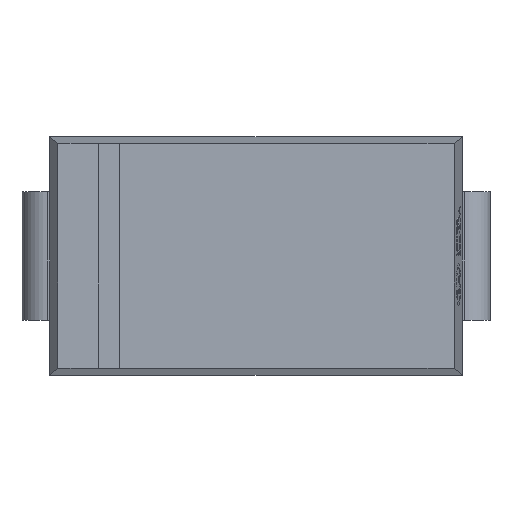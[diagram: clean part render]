
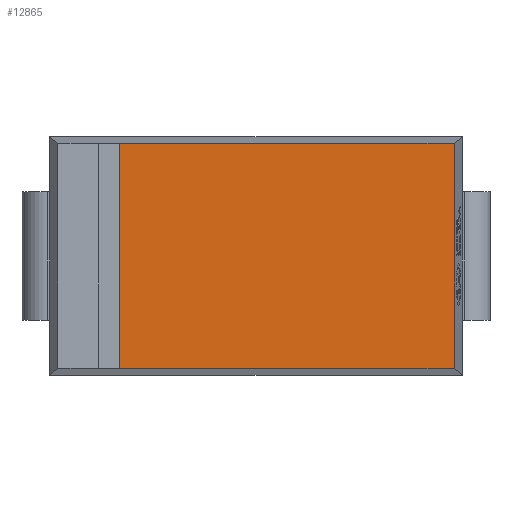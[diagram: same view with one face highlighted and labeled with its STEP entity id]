
A CAD part, top view. The second image highlights one B-rep face of the part: STEP entity #12865.
In plain terms, the highlighted planar face has unit normal (0, 0, 1).
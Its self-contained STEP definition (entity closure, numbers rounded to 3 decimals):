
#23 = CARTESIAN_POINT ( 'NONE',  ( -1.49, 1.225, 2. ) ) ;
#606 = DIRECTION ( 'NONE',  ( -1., 0., 0. ) ) ;
#1504 = LINE ( 'NONE', #6602, #4072 ) ;
#1819 = LINE ( 'NONE', #9447, #16297 ) ;
#1991 = CARTESIAN_POINT ( 'NONE',  ( 2.55, 1.225, 2. ) ) ;
#2409 = LINE ( 'NONE', #9869, #9489 ) ;
#2444 = VERTEX_POINT ( 'NONE', #11314 ) ;
#4072 = VECTOR ( 'NONE', #5194, 1000. ) ;
#4808 = EDGE_CURVE ( 'NONE', #7635, #2444, #2409, .T. ) ;
#4908 = VERTEX_POINT ( 'NONE', #23 ) ;
#5194 = DIRECTION ( 'NONE',  ( 0., -1., 0. ) ) ;
#5466 = AXIS2_PLACEMENT_3D ( 'NONE', #6542, #6376, #11446 ) ;
#5817 = CARTESIAN_POINT ( 'NONE',  ( 2.158, 1.225, 2. ) ) ;
#6238 = CARTESIAN_POINT ( 'NONE',  ( 2.158, -1.225, 2. ) ) ;
#6256 = EDGE_CURVE ( 'NONE', #10142, #7635, #1504, .T. ) ;
#6376 = DIRECTION ( 'NONE',  ( 0., 0., 1. ) ) ;
#6458 = PLANE ( 'NONE',  #5466 ) ;
#6538 = VECTOR ( 'NONE', #606, 1000. ) ;
#6542 = CARTESIAN_POINT ( 'NONE',  ( 0., 0., 2. ) ) ;
#6602 = CARTESIAN_POINT ( 'NONE',  ( 2.158, 1.3, 2. ) ) ;
#6776 = EDGE_LOOP ( 'NONE', ( #8444, #6820, #11591, #12406 ) ) ;
#6820 = ORIENTED_EDGE ( 'NONE', *, *, #4808, .F. ) ;
#7477 = EDGE_CURVE ( 'NONE', #2444, #4908, #1819, .T. ) ;
#7635 = VERTEX_POINT ( 'NONE', #6238 ) ;
#7942 = FACE_OUTER_BOUND ( 'NONE', #6776, .T. ) ;
#8444 = ORIENTED_EDGE ( 'NONE', *, *, #7477, .F. ) ;
#8647 = DIRECTION ( 'NONE',  ( -1., 0., 0. ) ) ;
#9447 = CARTESIAN_POINT ( 'NONE',  ( -1.49, 1.225, 2. ) ) ;
#9489 = VECTOR ( 'NONE', #8647, 1000. ) ;
#9869 = CARTESIAN_POINT ( 'NONE',  ( 2.55, -1.225, 2. ) ) ;
#10142 = VERTEX_POINT ( 'NONE', #5817 ) ;
#11314 = CARTESIAN_POINT ( 'NONE',  ( -1.49, -1.225, 2. ) ) ;
#11446 = DIRECTION ( 'NONE',  ( 1., 0., 0. ) ) ;
#11591 = ORIENTED_EDGE ( 'NONE', *, *, #6256, .F. ) ;
#11775 = LINE ( 'NONE', #1991, #6538 ) ;
#12406 = ORIENTED_EDGE ( 'NONE', *, *, #14956, .T. ) ;
#12865 = ADVANCED_FACE ( 'NONE', ( #7942 ), #6458, .T. ) ;
#14303 = DIRECTION ( 'NONE',  ( 0., 1., 0. ) ) ;
#14956 = EDGE_CURVE ( 'NONE', #10142, #4908, #11775, .T. ) ;
#16297 = VECTOR ( 'NONE', #14303, 1000. ) ;
